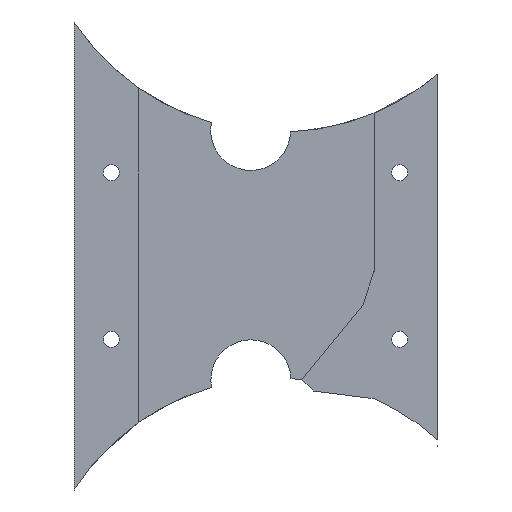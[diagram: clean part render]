
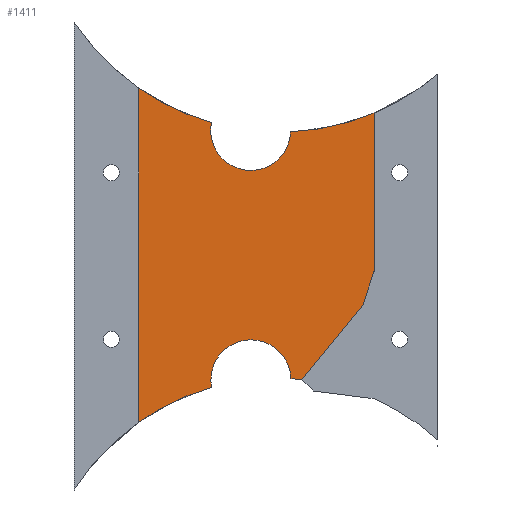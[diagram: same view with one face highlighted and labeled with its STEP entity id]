
A CAD part, left-side view. The second image highlights one B-rep face of the part: STEP entity #1411.
In plain terms, the highlighted planar face has unit normal (-1, 0, 0).
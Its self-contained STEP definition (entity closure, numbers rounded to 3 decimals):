
#35 = EDGE_CURVE ( 'NONE', #1670, #1257, #380, .T. ) ;
#65 = ORIENTED_EDGE ( 'NONE', *, *, #969, .T. ) ;
#67 = CARTESIAN_POINT ( 'NONE',  ( 18., -39.976, 10.939 ) ) ;
#79 = VERTEX_POINT ( 'NONE', #815 ) ;
#82 = AXIS2_PLACEMENT_3D ( 'NONE', #1853, #535, #1443 ) ;
#159 = DIRECTION ( 'NONE',  ( 0., 0., 1. ) ) ;
#163 = LINE ( 'NONE', #710, #1270 ) ;
#177 = ORIENTED_EDGE ( 'NONE', *, *, #1111, .T. ) ;
#201 = EDGE_CURVE ( 'NONE', #1883, #985, #1746, .T. ) ;
#226 = DIRECTION ( 'NONE',  ( 0., 0., 1. ) ) ;
#248 = DIRECTION ( 'NONE',  ( 0., 0., 1. ) ) ;
#249 = ORIENTED_EDGE ( 'NONE', *, *, #333, .T. ) ;
#256 = VERTEX_POINT ( 'NONE', #787 ) ;
#281 = EDGE_CURVE ( 'NONE', #1365, #1466, #1084, .T. ) ;
#333 = EDGE_CURVE ( 'NONE', #1050, #79, #1780, .T. ) ;
#346 = DIRECTION ( 'NONE',  ( 0., 0., 1. ) ) ;
#380 = CIRCLE ( 'NONE', #792, 49.21 ) ;
#384 = CIRCLE ( 'NONE', #628, 48.077 ) ;
#399 = DIRECTION ( 'NONE',  ( 0., 0., 1. ) ) ;
#420 = DIRECTION ( 'NONE',  ( 0., 0., 1. ) ) ;
#440 = CARTESIAN_POINT ( 'NONE',  ( 18., -39.976, -52.932 ) ) ;
#456 = ORIENTED_EDGE ( 'NONE', *, *, #35, .T. ) ;
#487 = ORIENTED_EDGE ( 'NONE', *, *, #1622, .T. ) ;
#503 = AXIS2_PLACEMENT_3D ( 'NONE', #1202, #1755, #1116 ) ;
#535 = DIRECTION ( 'NONE',  ( 1., 0., 0. ) ) ;
#570 = DIRECTION ( 'NONE',  ( 1., 0., 0. ) ) ;
#605 = CARTESIAN_POINT ( 'NONE',  ( 18., 7.125, -50.906 ) ) ;
#615 = ORIENTED_EDGE ( 'NONE', *, *, #870, .T. ) ;
#622 = AXIS2_PLACEMENT_3D ( 'NONE', #1544, #828, #399 ) ;
#628 = AXIS2_PLACEMENT_3D ( 'NONE', #729, #1748, #1332 ) ;
#697 = ORIENTED_EDGE ( 'NONE', *, *, #201, .T. ) ;
#710 = CARTESIAN_POINT ( 'NONE',  ( 18., 7.125, -52.932 ) ) ;
#726 = ORIENTED_EDGE ( 'NONE', *, *, #839, .T. ) ;
#729 = CARTESIAN_POINT ( 'NONE',  ( 18., -20.61, -90.177 ) ) ;
#753 = CARTESIAN_POINT ( 'NONE',  ( 18., -7.493, -43.923 ) ) ;
#784 = CARTESIAN_POINT ( 'NONE',  ( 18., -23.307, 7.196 ) ) ;
#787 = CARTESIAN_POINT ( 'NONE',  ( 18., -23.342, -42.177 ) ) ;
#789 = CIRCLE ( 'NONE', #1171, 10. ) ;
#792 = AXIS2_PLACEMENT_3D ( 'NONE', #1289, #570, #420 ) ;
#815 = CARTESIAN_POINT ( 'NONE',  ( 18., -37.705, -27.531 ) ) ;
#828 = DIRECTION ( 'NONE',  ( 1., 0., 0. ) ) ;
#839 = EDGE_CURVE ( 'NONE', #79, #1883, #789, .T. ) ;
#848 = CARTESIAN_POINT ( 'NONE',  ( 18., -15.312, -0.524 ) ) ;
#864 = CARTESIAN_POINT ( 'NONE',  ( 18., -39.976, -21.185 ) ) ;
#870 = EDGE_CURVE ( 'NONE', #1161, #1514, #384, .T. ) ;
#898 = DIRECTION ( 'NONE',  ( -1., 0., 0. ) ) ;
#904 = EDGE_CURVE ( 'NONE', #1466, #1670, #984, .T. ) ;
#951 = DIRECTION ( 'NONE',  ( 1., 0., 0. ) ) ;
#953 = CIRCLE ( 'NONE', #1201, 48.077 ) ;
#969 = EDGE_CURVE ( 'NONE', #256, #1050, #953, .T. ) ;
#984 = CIRCLE ( 'NONE', #1376, 8. ) ;
#985 = VERTEX_POINT ( 'NONE', #67 ) ;
#1017 = CARTESIAN_POINT ( 'NONE',  ( 18., -25.535, -42.352 ) ) ;
#1026 = ORIENTED_EDGE ( 'NONE', *, *, #1482, .T. ) ;
#1030 = AXIS2_PLACEMENT_3D ( 'NONE', #1700, #1301, #248 ) ;
#1050 = VERTEX_POINT ( 'NONE', #1017 ) ;
#1059 = CIRCLE ( 'NONE', #82, 49.21 ) ;
#1068 = CARTESIAN_POINT ( 'NONE',  ( 18., 7.125, 15.989 ) ) ;
#1084 = CIRCLE ( 'NONE', #622, 8. ) ;
#1111 = EDGE_CURVE ( 'NONE', #985, #1365, #1059, .T. ) ;
#1116 = DIRECTION ( 'NONE',  ( 0., 0., 1. ) ) ;
#1127 = PLANE ( 'NONE',  #1030 ) ;
#1151 = FACE_OUTER_BOUND ( 'NONE', #1776, .T. ) ;
#1161 = VERTEX_POINT ( 'NONE', #605 ) ;
#1171 = AXIS2_PLACEMENT_3D ( 'NONE', #1601, #898, #1759 ) ;
#1190 = ORIENTED_EDGE ( 'NONE', *, *, #281, .T. ) ;
#1201 = AXIS2_PLACEMENT_3D ( 'NONE', #1667, #1508, #226 ) ;
#1202 = CARTESIAN_POINT ( 'NONE',  ( 18., -15.345, -42.389 ) ) ;
#1257 = VERTEX_POINT ( 'NONE', #1068 ) ;
#1270 = VECTOR ( 'NONE', #1619, 1000. ) ;
#1289 = CARTESIAN_POINT ( 'NONE',  ( 18., -21.024, 56.353 ) ) ;
#1291 = VECTOR ( 'NONE', #1678, 1000. ) ;
#1301 = DIRECTION ( 'NONE',  ( -1., 0., 0. ) ) ;
#1314 = CARTESIAN_POINT ( 'NONE',  ( 18., -24.691, -43.381 ) ) ;
#1332 = DIRECTION ( 'NONE',  ( 0., 0., 1. ) ) ;
#1365 = VERTEX_POINT ( 'NONE', #784 ) ;
#1376 = AXIS2_PLACEMENT_3D ( 'NONE', #1676, #951, #346 ) ;
#1411 = ADVANCED_FACE ( 'NONE', ( #1151 ), #1127, .T. ) ;
#1443 = DIRECTION ( 'NONE',  ( 0., 0., 1. ) ) ;
#1466 = VERTEX_POINT ( 'NONE', #848 ) ;
#1482 = EDGE_CURVE ( 'NONE', #1257, #1161, #163, .T. ) ;
#1508 = DIRECTION ( 'NONE',  ( 1., 0., 0. ) ) ;
#1514 = VERTEX_POINT ( 'NONE', #753 ) ;
#1544 = CARTESIAN_POINT ( 'NONE',  ( 18., -15.312, 7.476 ) ) ;
#1601 = CARTESIAN_POINT ( 'NONE',  ( 18., -29.976, -21.185 ) ) ;
#1619 = DIRECTION ( 'NONE',  ( 0., 0., -1. ) ) ;
#1622 = EDGE_CURVE ( 'NONE', #1514, #256, #1856, .T. ) ;
#1636 = CARTESIAN_POINT ( 'NONE',  ( 18., -7.468, 9.047 ) ) ;
#1667 = CARTESIAN_POINT ( 'NONE',  ( 18., -20.61, -90.177 ) ) ;
#1670 = VERTEX_POINT ( 'NONE', #1636 ) ;
#1676 = CARTESIAN_POINT ( 'NONE',  ( 18., -15.312, 7.476 ) ) ;
#1678 = DIRECTION ( 'NONE',  ( 0., -0.635, 0.773 ) ) ;
#1700 = CARTESIAN_POINT ( 'NONE',  ( 18., 0., 0. ) ) ;
#1746 = LINE ( 'NONE', #440, #1817 ) ;
#1748 = DIRECTION ( 'NONE',  ( 1., 0., 0. ) ) ;
#1755 = DIRECTION ( 'NONE',  ( 1., 0., 0. ) ) ;
#1759 = DIRECTION ( 'NONE',  ( 0., 0., 1. ) ) ;
#1776 = EDGE_LOOP ( 'NONE', ( #249, #726, #697, #177, #1190, #1865, #456, #1026, #615, #487, #65 ) ) ;
#1780 = LINE ( 'NONE', #1314, #1291 ) ;
#1817 = VECTOR ( 'NONE', #159, 1000. ) ;
#1853 = CARTESIAN_POINT ( 'NONE',  ( 18., -21.024, 56.353 ) ) ;
#1856 = CIRCLE ( 'NONE', #503, 8. ) ;
#1865 = ORIENTED_EDGE ( 'NONE', *, *, #904, .T. ) ;
#1883 = VERTEX_POINT ( 'NONE', #864 ) ;
